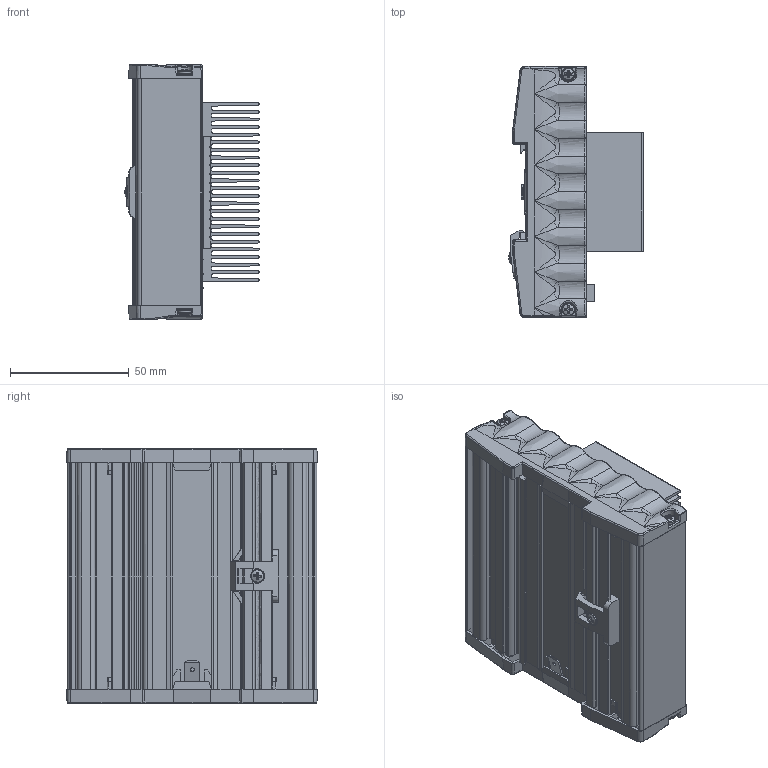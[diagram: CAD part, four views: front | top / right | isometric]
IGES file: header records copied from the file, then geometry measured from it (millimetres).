
Global section: file name: BC-100-20A_V1; native system: Autodesk Inventor 2015; preprocessor: unknown; author: lck; date: 20150722.083520; units: millimetre
Bounding box: 56.4 x 105.4 x 107.04 mm (x, y, z)
Volume: 131286.1 mm3; surface area: 141739.1 mm2
Topology: 5 solids, 5 shells, 3052 faces, 8291 edges, 5196 vertices
Faces by surface type: bspline 3052
